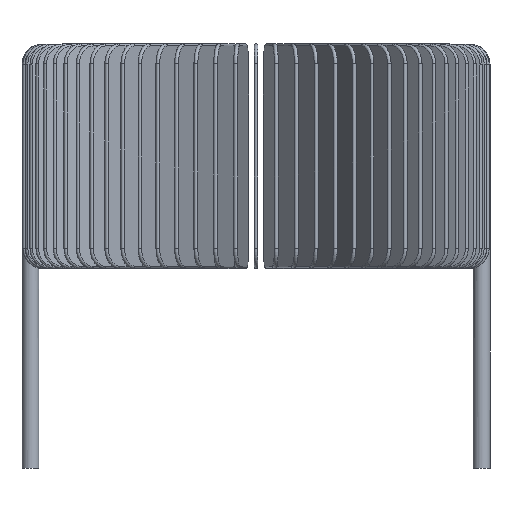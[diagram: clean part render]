
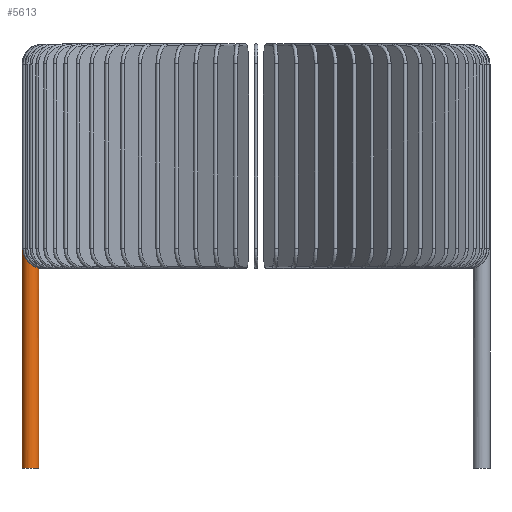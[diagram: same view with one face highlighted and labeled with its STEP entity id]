
A CAD part, top view. The second image highlights one B-rep face of the part: STEP entity #5613.
In plain terms, the highlighted cylindrical face has radius 0.533 mm (diameter 1.067 mm), a partial arc.
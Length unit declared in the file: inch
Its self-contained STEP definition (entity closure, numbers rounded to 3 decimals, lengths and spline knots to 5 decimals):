
#5365=DIRECTION('',(0.,-1.,0.));
#5366=VECTOR('',#5365,0.562);
#5367=CARTESIAN_POINT('',(-0.586,0.062,0.));
#5368=LINE('',#5367,#5366);
#5409=DIRECTION('',(0.,1.,0.));
#5410=VECTOR('',#5409,0.05617);
#5411=CARTESIAN_POINT('',(-0.5446,0.00583,0.005));
#5412=LINE('',#5411,#5410);
#5413=CARTESIAN_POINT('',(-0.565,0.062,0.));
#5414=DIRECTION('',(0.,1.,0.));
#5415=DIRECTION('',(-1.,0.,0.));
#5416=AXIS2_PLACEMENT_3D('',#5413,#5414,#5415);
#5482=DIRECTION('',(0.,-1.,0.));
#5483=VECTOR('',#5482,0.50064);
#5484=CARTESIAN_POINT('',(-0.544,0.00064,0.));
#5485=LINE('',#5484,#5483);
#5491=CARTESIAN_POINT('',(-0.565,-0.5,0.));
#5492=DIRECTION('',(0.,1.,0.));
#5493=DIRECTION('',(-1.,0.,0.));
#5494=AXIS2_PLACEMENT_3D('',#5491,#5492,#5493);
#5506=CARTESIAN_POINT('',(-0.544,0.00064,0.));
#5507=CARTESIAN_POINT('',(-0.544,0.00064,0.00048));
#5508=CARTESIAN_POINT('',(-0.54403,0.00079,
0.00138));
#5509=CARTESIAN_POINT('',(-0.54415,0.00132,
0.00256));
#5510=CARTESIAN_POINT('',(-0.5443,0.00216,
0.0036));
#5511=CARTESIAN_POINT('',(-0.54446,0.00326,
0.0044));
#5512=CARTESIAN_POINT('',(-0.54458,0.00451,
0.00489));
#5513=CARTESIAN_POINT('',(-0.5446,0.00538,0.005));
#5514=CARTESIAN_POINT('',(-0.5446,0.00583,0.005));
#5574=CARTESIAN_POINT('',(-0.544,-0.5,0.));
#5575=CARTESIAN_POINT('',(-0.586,-0.5,0.));
#5576=VERTEX_POINT('',#5574);
#5577=VERTEX_POINT('',#5575);
#5578=CARTESIAN_POINT('',(-0.586,0.062,0.));
#5579=VERTEX_POINT('',#5578);
#5581=CARTESIAN_POINT('',(-0.5446,0.062,0.005));
#5583=VERTEX_POINT('',#5581);
#5584=CARTESIAN_POINT('',(-0.5446,0.00583,0.005));
#5585=VERTEX_POINT('',#5584);
#5592=CARTESIAN_POINT('',(-0.544,0.00064,0.));
#5593=VERTEX_POINT('',#5592);
#5594=CARTESIAN_POINT('',(-0.565,0.062,0.));
#5595=DIRECTION('',(0.,1.,0.));
#5596=DIRECTION('',(1.,0.,0.));
#5597=AXIS2_PLACEMENT_3D('',#5594,#5595,#5596);
#5598=CYLINDRICAL_SURFACE('',#5597,0.021);
#5600=ORIENTED_EDGE('',*,*,#5599,.F.);
#5602=ORIENTED_EDGE('',*,*,#5601,.F.);
#5604=ORIENTED_EDGE('',*,*,#5603,.T.);
#5606=ORIENTED_EDGE('',*,*,#5605,.F.);
#5608=ORIENTED_EDGE('',*,*,#5607,.F.);
#5610=ORIENTED_EDGE('',*,*,#5609,.T.);
#5611=EDGE_LOOP('',(#5600,#5602,#5604,#5606,#5608,#5610));
#5612=FACE_OUTER_BOUND('',#5611,.F.);
#5417=CIRCLE('',#5416,0.021);
#5495=CIRCLE('',#5494,0.021);
#5515=B_SPLINE_CURVE_WITH_KNOTS('',3,(#5506,#5507,#5508,#5509,#5510,#5511,#5512,
#5513,#5514),.UNSPECIFIED.,.F.,.F.,(4,1,1,1,1,1,4),(0.,0.16667,
0.33333,0.5,0.66667,0.83333,1.),
.UNSPECIFIED.);
#5599=EDGE_CURVE('',#5585,#5583,#5412,.T.);
#5601=EDGE_CURVE('',#5593,#5585,#5515,.T.);
#5603=EDGE_CURVE('',#5593,#5576,#5485,.T.);
#5605=EDGE_CURVE('',#5577,#5576,#5495,.T.);
#5607=EDGE_CURVE('',#5579,#5577,#5368,.T.);
#5609=EDGE_CURVE('',#5579,#5583,#5417,.T.);
#5613=ADVANCED_FACE('',(#5612),#5598,.T.);
